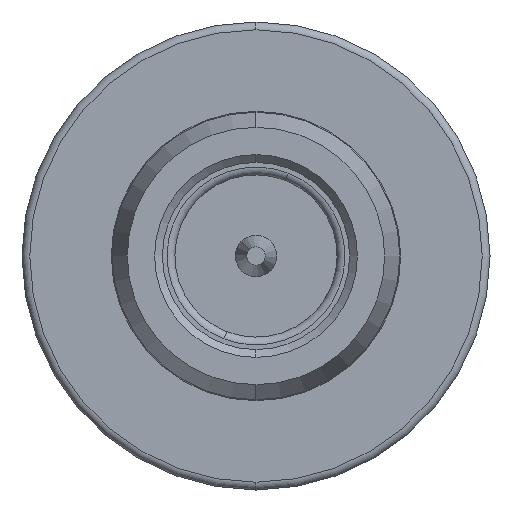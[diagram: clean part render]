
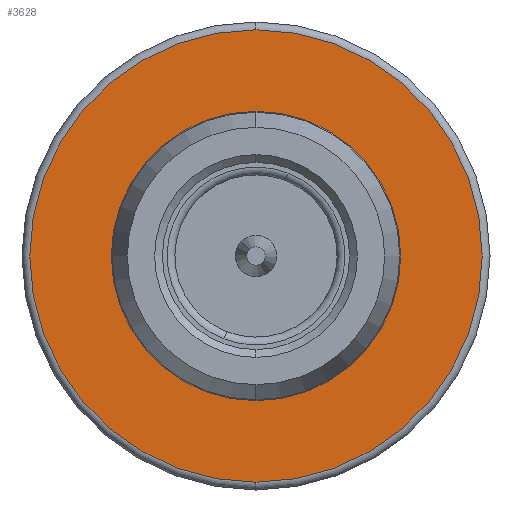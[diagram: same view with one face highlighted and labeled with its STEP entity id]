
A CAD part, left-side view. The second image highlights one B-rep face of the part: STEP entity #3628.
In plain terms, the highlighted planar face has unit normal (-1, 0, 0).
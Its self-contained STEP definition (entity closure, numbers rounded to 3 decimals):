
#57 = DIRECTION ( 'NONE',  ( -1., 0., 0. ) ) ;
#88 = AXIS2_PLACEMENT_3D ( 'NONE', #1436, #4108, #1823 ) ;
#147 = CARTESIAN_POINT ( 'NONE',  ( 6., 0., 0. ) ) ;
#529 = DIRECTION ( 'NONE',  ( 0., 0., -1. ) ) ;
#649 = PLANE ( 'NONE',  #2476 ) ;
#664 = CARTESIAN_POINT ( 'NONE',  ( 6., 1.855, 0. ) ) ;
#697 = CIRCLE ( 'NONE', #88, 2.9 ) ;
#726 = EDGE_CURVE ( 'NONE', #924, #2220, #4589, .T. ) ;
#739 = VERTEX_POINT ( 'NONE', #2752 ) ;
#920 = FACE_BOUND ( 'NONE', #3270, .T. ) ;
#924 = VERTEX_POINT ( 'NONE', #3562 ) ;
#1035 = DIRECTION ( 'NONE',  ( 0., 0., -1. ) ) ;
#1204 = CIRCLE ( 'NONE', #4427, 1.855 ) ;
#1392 = CIRCLE ( 'NONE', #3173, 2.9 ) ;
#1436 = CARTESIAN_POINT ( 'NONE',  ( 6., 0., 0. ) ) ;
#1823 = DIRECTION ( 'NONE',  ( 0., 0., -1. ) ) ;
#1990 = CARTESIAN_POINT ( 'NONE',  ( 6., 0., 0. ) ) ;
#2095 = EDGE_CURVE ( 'NONE', #3625, #739, #1392, .T. ) ;
#2220 = VERTEX_POINT ( 'NONE', #2923 ) ;
#2304 = CARTESIAN_POINT ( 'NONE',  ( 6., 0., 0. ) ) ;
#2335 = EDGE_CURVE ( 'NONE', #739, #3625, #697, .T. ) ;
#2375 = DIRECTION ( 'NONE',  ( 0., 0., 1. ) ) ;
#2476 = AXIS2_PLACEMENT_3D ( 'NONE', #664, #3303, #1035 ) ;
#2504 = CARTESIAN_POINT ( 'NONE',  ( 6., 0., -2.9 ) ) ;
#2682 = DIRECTION ( 'NONE',  ( 0., 0., 1. ) ) ;
#2752 = CARTESIAN_POINT ( 'NONE',  ( 6., 0., 2.9 ) ) ;
#2775 = DIRECTION ( 'NONE',  ( -1., 0., 0. ) ) ;
#2796 = FACE_OUTER_BOUND ( 'NONE', #4783, .T. ) ;
#2923 = CARTESIAN_POINT ( 'NONE',  ( 6., 0., -1.855 ) ) ;
#3173 = AXIS2_PLACEMENT_3D ( 'NONE', #147, #2775, #529 ) ;
#3270 = EDGE_LOOP ( 'NONE', ( #3895, #4866 ) ) ;
#3303 = DIRECTION ( 'NONE',  ( 1., 0., 0. ) ) ;
#3562 = CARTESIAN_POINT ( 'NONE',  ( 6., 0., 1.855 ) ) ;
#3625 = VERTEX_POINT ( 'NONE', #2504 ) ;
#3628 = ADVANCED_FACE ( 'NONE', ( #2796, #920 ), #649, .F. ) ;
#3816 = EDGE_CURVE ( 'NONE', #2220, #924, #1204, .T. ) ;
#3895 = ORIENTED_EDGE ( 'NONE', *, *, #726, .F. ) ;
#4108 = DIRECTION ( 'NONE',  ( -1., 0., 0. ) ) ;
#4221 = AXIS2_PLACEMENT_3D ( 'NONE', #1990, #4671, #2375 ) ;
#4266 = ORIENTED_EDGE ( 'NONE', *, *, #2095, .T. ) ;
#4427 = AXIS2_PLACEMENT_3D ( 'NONE', #2304, #57, #2682 ) ;
#4589 = CIRCLE ( 'NONE', #4221, 1.855 ) ;
#4671 = DIRECTION ( 'NONE',  ( -1., 0., 0. ) ) ;
#4773 = ORIENTED_EDGE ( 'NONE', *, *, #2335, .T. ) ;
#4783 = EDGE_LOOP ( 'NONE', ( #4266, #4773 ) ) ;
#4866 = ORIENTED_EDGE ( 'NONE', *, *, #3816, .F. ) ;
